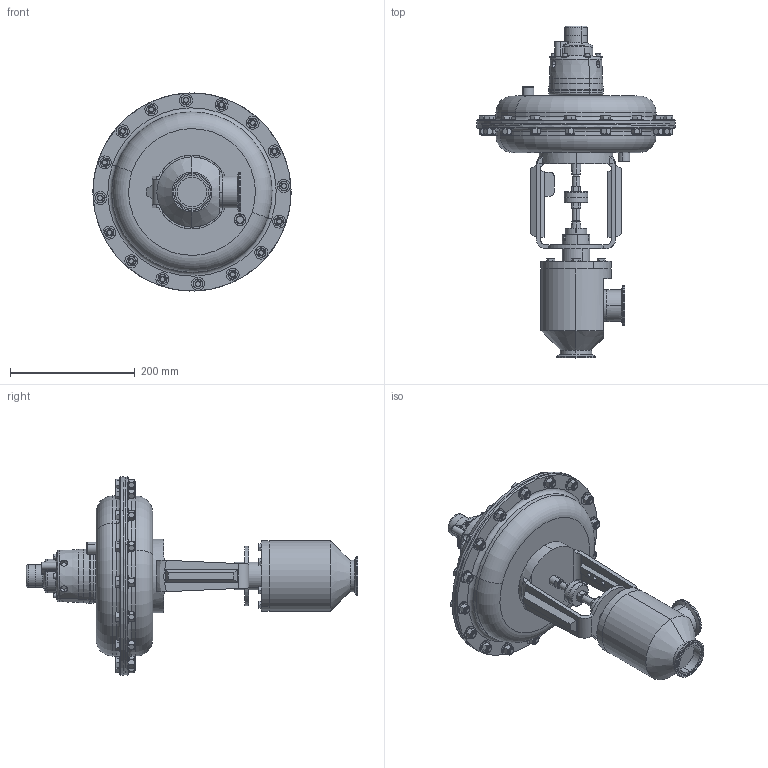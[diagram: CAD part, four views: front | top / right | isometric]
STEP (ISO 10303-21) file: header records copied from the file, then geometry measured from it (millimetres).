
FILE_DESCRIPTION (( 'STEP AP203' ), '1' );
FILE_NAME ('978TP-200-JD-55M.STEP', '2017-06-13T13:38:16', ( '' ), ( '' ), 'SwSTEP 2.0', 'SolidWorks 2014', '' );
FILE_SCHEMA (( 'CONFIG_CONTROL_DESIGN' ));
Products named in the file (2): 978TP-200-JD-55M
Bounding box: 317.49 x 532.13 x 317.42 mm (x, y, z)
Volume: 7018314 mm3; surface area: 420074 mm2
Topology: 1 solids, 1 shells, 1331 faces, 3053 edges, 1841 vertices
Faces by surface type: plane 565, cone 450, cylinder 255, torus 50, bspline 11
Entity records: 40805 total; most frequent: CARTESIAN_POINT 11347, DIRECTION 6095, ORIENTED_EDGE 6082, EDGE_CURVE 3041, AXIS2_PLACEMENT_3D 2489, VERTEX_POINT 1841, EDGE_LOOP 1482, ADVANCED_FACE 1331
